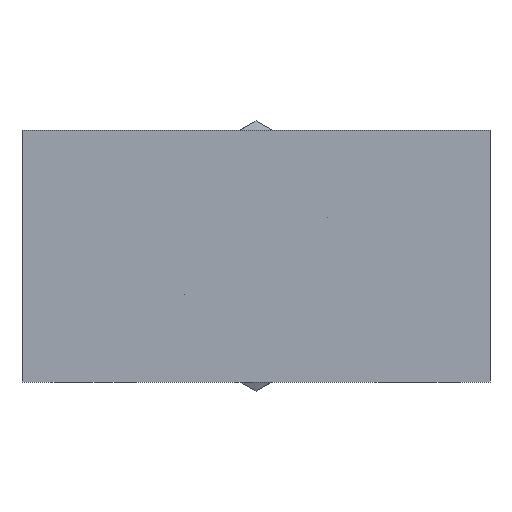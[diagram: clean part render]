
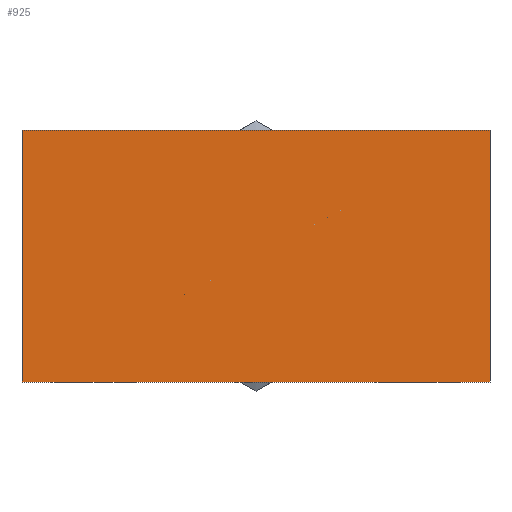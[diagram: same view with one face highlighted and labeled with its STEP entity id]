
A CAD part, front view. The second image highlights one B-rep face of the part: STEP entity #925.
In plain terms, the highlighted planar face has unit normal (0, -1, 0).
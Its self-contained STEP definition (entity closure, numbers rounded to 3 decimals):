
#164=ORIENTED_EDGE('',*,*,#409,.T.);
#165=ORIENTED_EDGE('',*,*,#410,.F.);
#166=ORIENTED_EDGE('',*,*,#411,.F.);
#167=ORIENTED_EDGE('',*,*,#407,.T.);
#407=EDGE_CURVE('',#526,#525,#590,.T.);
#409=EDGE_CURVE('',#525,#527,#592,.T.);
#410=EDGE_CURVE('',#528,#527,#593,.T.);
#411=EDGE_CURVE('',#526,#528,#594,.T.);
#525=VERTEX_POINT('',#1511);
#526=VERTEX_POINT('',#1513);
#527=VERTEX_POINT('',#1517);
#528=VERTEX_POINT('',#1519);
#590=LINE('',#1512,#638);
#592=LINE('',#1516,#640);
#593=LINE('',#1518,#641);
#594=LINE('',#1520,#642);
#638=VECTOR('',#1179,1000.);
#640=VECTOR('',#1183,1000.);
#641=VECTOR('',#1184,1000.);
#642=VECTOR('',#1185,1000.);
#690=EDGE_LOOP('',(#164,#165,#166,#167));
#790=FACE_BOUND('',#690,.T.);
#883=PLANE('',#1020);
#925=ADVANCED_FACE('',(#790),#883,.F.);
#1020=AXIS2_PLACEMENT_3D('',#1515,#1181,#1182);
#1179=DIRECTION('',(0.,0.,-1.));
#1181=DIRECTION('',(0.,1.,0.));
#1182=DIRECTION('',(0.,0.,1.));
#1183=DIRECTION('',(1.,0.,0.));
#1184=DIRECTION('',(0.,0.,-1.));
#1185=DIRECTION('',(1.,0.,0.));
#1511=CARTESIAN_POINT('',(-13.,0.,-7.));
#1512=CARTESIAN_POINT('',(-13.,0.,7.));
#1513=CARTESIAN_POINT('',(-13.,0.,7.));
#1515=CARTESIAN_POINT('',(-13.,0.,7.));
#1516=CARTESIAN_POINT('',(-13.,0.,-7.));
#1517=CARTESIAN_POINT('',(13.,0.,-7.));
#1518=CARTESIAN_POINT('',(13.,0.,7.));
#1519=CARTESIAN_POINT('',(13.,0.,7.));
#1520=CARTESIAN_POINT('',(-13.,0.,7.));
